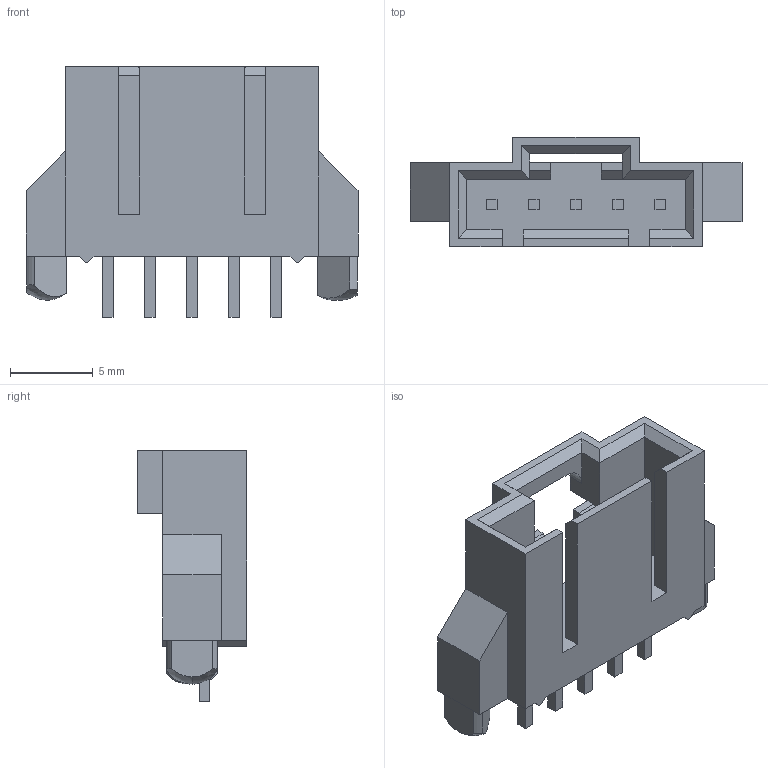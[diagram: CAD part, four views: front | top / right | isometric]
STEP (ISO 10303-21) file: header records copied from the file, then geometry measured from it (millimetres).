
FILE_DESCRIPTION((''),'2;1');
FILE_NAME('705450004','2015-03-17T',('me'),(''),'PRO/ENGINEER BY PARAMETRIC TECHNOLOGY CORPORATION, 2011490','PRO/ENGINEER BY PARAMETRIC TECHNOLOGY CORPORATION, 2011490','');
FILE_SCHEMA(('CONFIG_CONTROL_DESIGN'));
Length unit declared in the file: inch
Products named in the file (1): 705450004
Bounding box: 20.02 x 6.6 x 15.11 mm (x, y, z)
Volume: 615.1 mm3; surface area: 1129.4 mm2
Topology: 1 solids, 1 shells, 126 faces, 354 edges, 238 vertices
Faces by surface type: plane 116, cylinder 6, sphere 2, bspline 2
Entity records: 4088 total; most frequent: CARTESIAN_POINT 801, ORIENTED_EDGE 668, DIRECTION 630, EDGE_CURVE 334, VECTOR 308, LINE 308, VERTEX_POINT 220, AXIS2_PLACEMENT_3D 161
